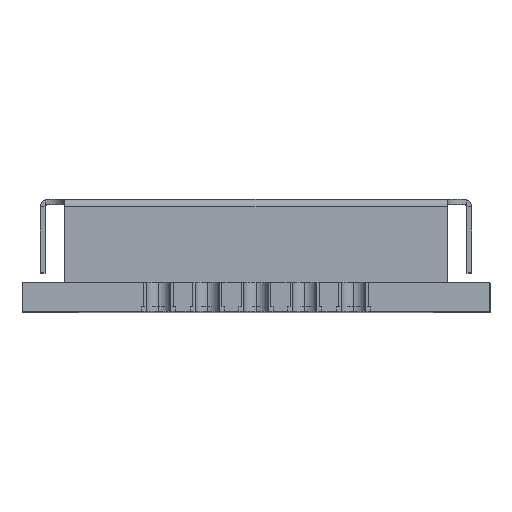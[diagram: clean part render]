
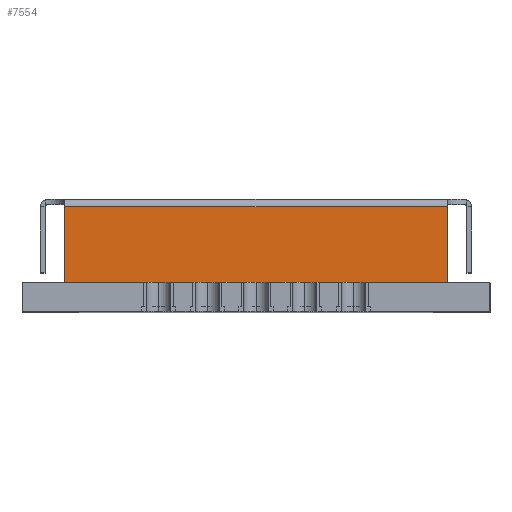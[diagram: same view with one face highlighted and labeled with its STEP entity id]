
A CAD part, top view. The second image highlights one B-rep face of the part: STEP entity #7554.
In plain terms, the highlighted planar face has unit normal (0, 0, 1).
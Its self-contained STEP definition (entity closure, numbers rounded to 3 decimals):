
#99 = FACE_OUTER_BOUND ( 'NONE', #8387, .T. ) ;
#1278 = CARTESIAN_POINT ( 'NONE',  ( 3.925, 0.6, 6.63 ) ) ;
#1304 = VECTOR ( 'NONE', #6817, 1000. ) ;
#2238 = AXIS2_PLACEMENT_3D ( 'NONE', #5983, #9048, #19707 ) ;
#2252 = CARTESIAN_POINT ( 'NONE',  ( 3.925, 0., 6.63 ) ) ;
#2898 = EDGE_CURVE ( 'NONE', #5784, #18160, #15123, .T. ) ;
#4767 = CARTESIAN_POINT ( 'NONE',  ( 3.925, 2.15, 6.63 ) ) ;
#5398 = LINE ( 'NONE', #2252, #1304 ) ;
#5719 = ORIENTED_EDGE ( 'NONE', *, *, #2898, .T. ) ;
#5784 = VERTEX_POINT ( 'NONE', #14712 ) ;
#5812 = ORIENTED_EDGE ( 'NONE', *, *, #10461, .T. ) ;
#5983 = CARTESIAN_POINT ( 'NONE',  ( 0., 0., 6.63 ) ) ;
#6817 = DIRECTION ( 'NONE',  ( 0., 1., 0. ) ) ;
#7554 = ADVANCED_FACE ( 'NONE', ( #99 ), #15267, .F. ) ;
#7584 = LINE ( 'NONE', #10206, #18271 ) ;
#7787 = VECTOR ( 'NONE', #8014, 1000. ) ;
#8014 = DIRECTION ( 'NONE',  ( 0., -1., 0. ) ) ;
#8133 = CARTESIAN_POINT ( 'NONE',  ( -3.925, 0., 6.63 ) ) ;
#8381 = VERTEX_POINT ( 'NONE', #1278 ) ;
#8387 = EDGE_LOOP ( 'NONE', ( #11663, #5719, #5812, #9380 ) ) ;
#8452 = VECTOR ( 'NONE', #18324, 1000. ) ;
#8740 = DIRECTION ( 'NONE',  ( 1., 0., 0. ) ) ;
#9048 = DIRECTION ( 'NONE',  ( 0., 0., -1. ) ) ;
#9380 = ORIENTED_EDGE ( 'NONE', *, *, #11960, .T. ) ;
#9410 = LINE ( 'NONE', #4767, #8452 ) ;
#10206 = CARTESIAN_POINT ( 'NONE',  ( 0., 0.6, 6.63 ) ) ;
#10461 = EDGE_CURVE ( 'NONE', #18160, #8381, #7584, .T. ) ;
#11663 = ORIENTED_EDGE ( 'NONE', *, *, #12832, .F. ) ;
#11960 = EDGE_CURVE ( 'NONE', #8381, #13199, #5398, .T. ) ;
#12648 = CARTESIAN_POINT ( 'NONE',  ( -3.925, 0.6, 6.63 ) ) ;
#12832 = EDGE_CURVE ( 'NONE', #5784, #13199, #9410, .T. ) ;
#13199 = VERTEX_POINT ( 'NONE', #18961 ) ;
#14712 = CARTESIAN_POINT ( 'NONE',  ( -3.925, 2.15, 6.63 ) ) ;
#15123 = LINE ( 'NONE', #8133, #7787 ) ;
#15267 = PLANE ( 'NONE',  #2238 ) ;
#18160 = VERTEX_POINT ( 'NONE', #12648 ) ;
#18271 = VECTOR ( 'NONE', #8740, 1000. ) ;
#18324 = DIRECTION ( 'NONE',  ( 1., 0., 0. ) ) ;
#18961 = CARTESIAN_POINT ( 'NONE',  ( 3.925, 2.15, 6.63 ) ) ;
#19707 = DIRECTION ( 'NONE',  ( 0., 1., 0. ) ) ;
